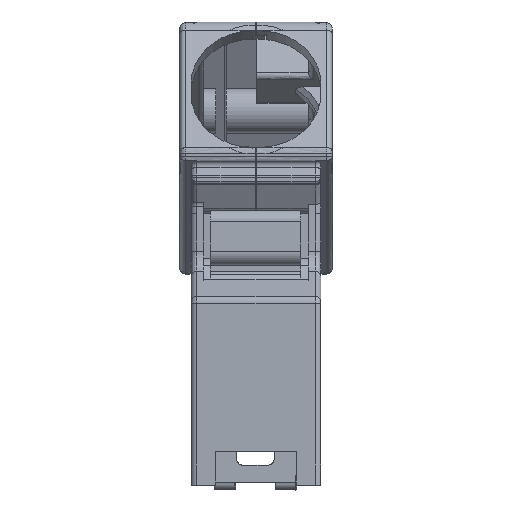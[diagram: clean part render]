
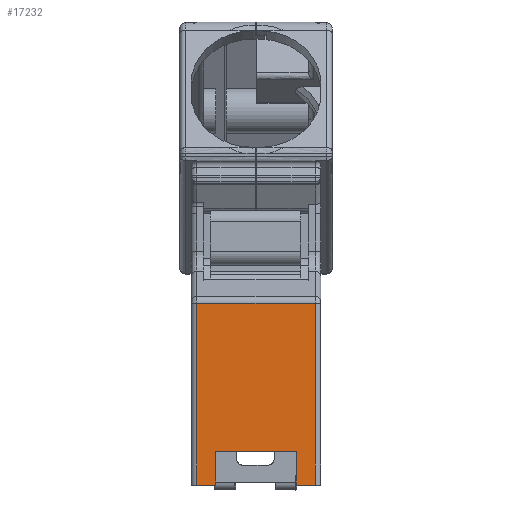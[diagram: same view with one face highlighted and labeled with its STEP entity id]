
A CAD part, front view. The second image highlights one B-rep face of the part: STEP entity #17232.
In plain terms, the highlighted planar face has unit normal (0, -1, 0).
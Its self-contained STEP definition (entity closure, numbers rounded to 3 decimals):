
#2319=CARTESIAN_POINT('',(2.,-130.63,-32.));
#2320=VERTEX_POINT('',#2319);
#2327=CARTESIAN_POINT('',(0.3,-130.63,-32.));
#2328=VERTEX_POINT('',#2327);
#2329=CARTESIAN_POINT('',(2.,-130.63,-32.));
#2330=DIRECTION('',(-1.,0.,0.));
#2331=VECTOR('',#2330,1.7);
#2332=LINE('',#2329,#2331);
#2333=EDGE_CURVE('',#2320,#2328,#2332,.T.);
#3475=CARTESIAN_POINT('',(0.3,-130.63,-15.893));
#3476=VERTEX_POINT('',#3475);
#3493=CARTESIAN_POINT('',(0.3,-130.63,-32.));
#3494=DIRECTION('',(0.,0.,1.));
#3495=VECTOR('',#3494,16.107);
#3496=LINE('',#3493,#3495);
#3497=EDGE_CURVE('',#2328,#3476,#3496,.T.);
#7636=CARTESIAN_POINT('',(10.8,-130.63,-15.893));
#7637=VERTEX_POINT('',#7636);
#7638=CARTESIAN_POINT('',(0.3,-130.63,-15.893));
#7639=DIRECTION('',(1.,0.,0.));
#7640=VECTOR('',#7639,10.5);
#7641=LINE('',#7638,#7640);
#7642=EDGE_CURVE('',#3476,#7637,#7641,.T.);
#13647=CARTESIAN_POINT('',(2.,-130.63,-29.));
#13648=VERTEX_POINT('',#13647);
#13655=CARTESIAN_POINT('',(2.,-130.63,-32.));
#13656=DIRECTION('',(0.,0.,1.));
#13657=VECTOR('',#13656,3.);
#13658=LINE('',#13655,#13657);
#13659=EDGE_CURVE('',#2320,#13648,#13658,.T.);
#14921=CARTESIAN_POINT('',(10.8,-130.63,-32.));
#14922=VERTEX_POINT('',#14921);
#14930=CARTESIAN_POINT('',(9.1,-130.63,-32.));
#14931=VERTEX_POINT('',#14930);
#14932=CARTESIAN_POINT('',(10.8,-130.63,-32.));
#14933=DIRECTION('',(-1.,0.,0.));
#14934=VECTOR('',#14933,1.7);
#14935=LINE('',#14932,#14934);
#14936=EDGE_CURVE('',#14922,#14931,#14935,.T.);
#16872=CARTESIAN_POINT('',(9.1,-130.63,-29.));
#16873=VERTEX_POINT('',#16872);
#16882=CARTESIAN_POINT('',(9.1,-130.63,-29.));
#16883=DIRECTION('',(0.,0.,-1.));
#16884=VECTOR('',#16883,3.);
#16885=LINE('',#16882,#16884);
#16886=EDGE_CURVE('',#16873,#14931,#16885,.T.);
#16897=CARTESIAN_POINT('',(2.,-130.63,-29.));
#16898=DIRECTION('',(1.,0.,0.));
#16899=VECTOR('',#16898,7.1);
#16900=LINE('',#16897,#16899);
#16901=EDGE_CURVE('',#13648,#16873,#16900,.T.);
#17212=CARTESIAN_POINT('',(5.75,-130.63,-23.946));
#17213=DIRECTION('',(0.,0.,-1.));
#17214=DIRECTION('',(0.,-1.,0.));
#17215=AXIS2_PLACEMENT_3D('',#17212,#17214,#17213);
#17216=PLANE('',#17215);
#17217=ORIENTED_EDGE('',*,*,#14936,.F.);
#17218=CARTESIAN_POINT('',(10.8,-130.63,-15.893));
#17219=DIRECTION('',(0.,0.,-1.));
#17220=VECTOR('',#17219,16.107);
#17221=LINE('',#17218,#17220);
#17222=EDGE_CURVE('',#7637,#14922,#17221,.T.);
#17223=ORIENTED_EDGE('',*,*,#17222,.F.);
#17224=ORIENTED_EDGE('',*,*,#7642,.F.);
#17225=ORIENTED_EDGE('',*,*,#3497,.F.);
#17226=ORIENTED_EDGE('',*,*,#2333,.F.);
#17227=ORIENTED_EDGE('',*,*,#13659,.T.);
#17228=ORIENTED_EDGE('',*,*,#16901,.T.);
#17229=ORIENTED_EDGE('',*,*,#16886,.T.);
#17230=EDGE_LOOP('',(#17217,#17223,#17224,#17225,#17226,#17227,#17228,#17229));
#17231=FACE_OUTER_BOUND('',#17230,.T.);
#17232=ADVANCED_FACE('',(#17231),#17216,.T.);
